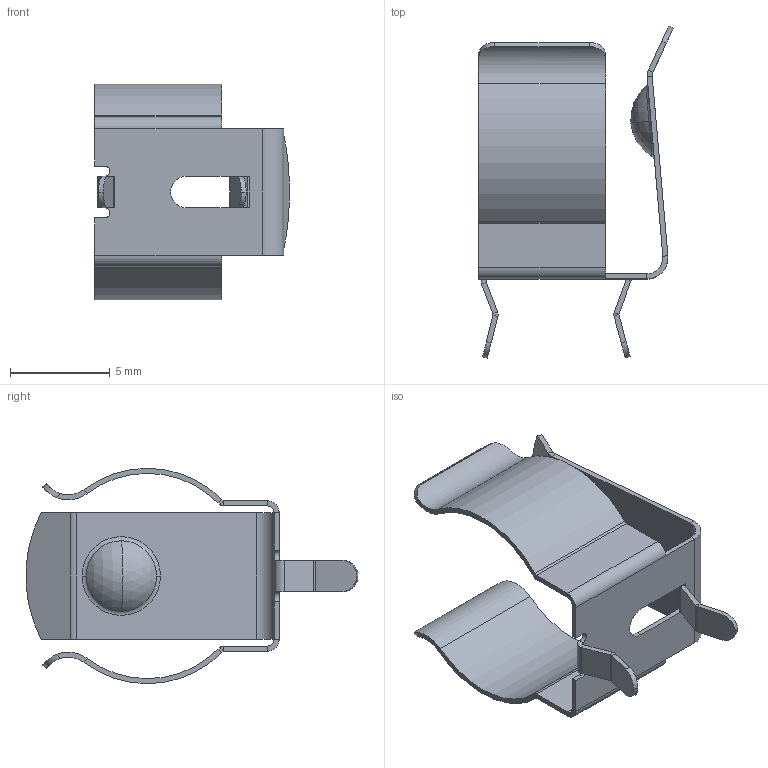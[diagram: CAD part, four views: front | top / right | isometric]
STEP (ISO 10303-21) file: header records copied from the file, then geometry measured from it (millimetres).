
FILE_DESCRIPTION (( 'STEP AP214' ), '1' );
FILE_NAME ('82.STEP', '2010-04-30T20:27:44', ( 'Richard Maletta' ), ( '' ), 'SwSTEP 2.0', 'SolidWorks 2009', '' );
FILE_SCHEMA (( 'AUTOMOTIVE_DESIGN' ));
Length unit declared in the file: inch
Products named in the file (1): 82
Bounding box: 9.75 x 16.6 x 10.77 mm (x, y, z)
Volume: 77.8 mm3; surface area: 646.2 mm2
Topology: 1 solids, 1 shells, 133 faces, 293 edges, 164 vertices
Faces by surface type: plane 87, cylinder 38, torus 4, sphere 4
Entity records: 3631 total; most frequent: DIRECTION 649, CARTESIAN_POINT 643, ORIENTED_EDGE 586, EDGE_CURVE 293, AXIS2_PLACEMENT_3D 230, LINE 189, VECTOR 189, VERTEX_POINT 164
